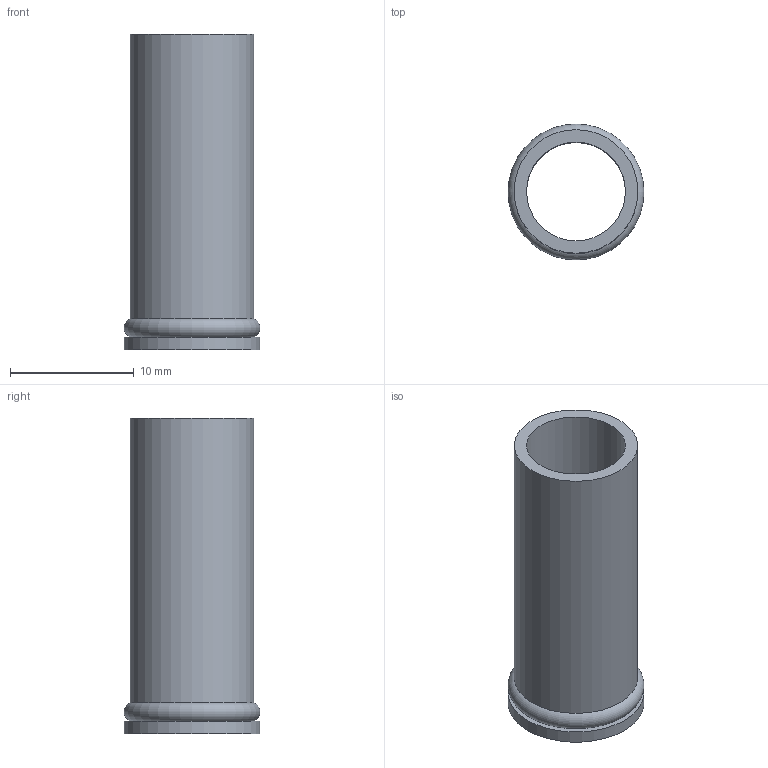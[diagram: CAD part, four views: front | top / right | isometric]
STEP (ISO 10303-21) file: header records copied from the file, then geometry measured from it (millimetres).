
FILE_DESCRIPTION((''),'1');
FILE_NAME('EC1008.stp','2024-09-09T06:50:36',(''),(''),'Spatial Interop R21 SP3','Kubotek KeyCreator 2011 V10.0.2 (22737)',' ');
FILE_SCHEMA(('automotive_design'));
Length unit declared in the file: millimetre
Products named in the file (1): 240[2]
Bounding box: 11 x 11 x 25.5 mm (x, y, z)
Volume: 755.2 mm3; surface area: 1551.5 mm2
Topology: 1 solids, 1 shells, 7 faces, 11 edges, 7 vertices
Faces by surface type: plane 3, cylinder 3, torus 1
Full cylindrical faces by diameter (mm): 8 x1, 10 x1, 11 x1
Entity records: 295 total; most frequent: DIRECTION 30, PRESENTATION_STYLE_ASSIGNMENT 23, COLOUR_RGB 23, CARTESIAN_POINT 22, STYLED_ITEM 15, AXIS2_PLACEMENT_3D 15, CURVE_STYLE 15, DRAUGHTING_PRE_DEFINED_CURVE_FONT 15
